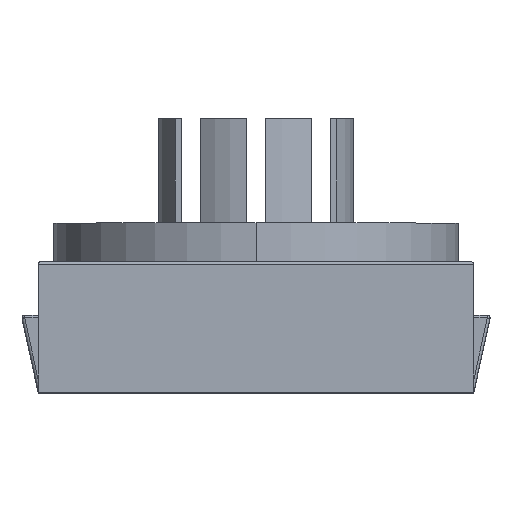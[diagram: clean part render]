
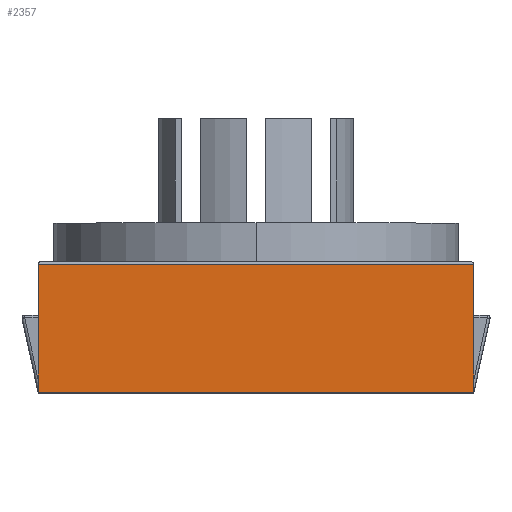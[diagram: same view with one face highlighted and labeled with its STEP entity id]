
A CAD part, top view. The second image highlights one B-rep face of the part: STEP entity #2357.
In plain terms, the highlighted planar face has unit normal (0, 0, 1).
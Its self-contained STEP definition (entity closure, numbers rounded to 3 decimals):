
#68 = EDGE_CURVE ( 'NONE', #15471, #9646, #8206, .T. ) ;
#536 = CARTESIAN_POINT ( 'NONE',  ( 0., 9.8, 25. ) ) ;
#918 = LINE ( 'NONE', #13656, #2803 ) ;
#1448 = VERTEX_POINT ( 'NONE', #9848 ) ;
#1715 = ORIENTED_EDGE ( 'NONE', *, *, #68, .T. ) ;
#2357 = ADVANCED_FACE ( 'NONE', ( #10745 ), #9499, .T. ) ;
#2493 = VECTOR ( 'NONE', #6313, 1000. ) ;
#2618 = DIRECTION ( 'NONE',  ( 0., -1., 0. ) ) ;
#2641 = EDGE_CURVE ( 'NONE', #3703, #15471, #15546, .T. ) ;
#2742 = CARTESIAN_POINT ( 'NONE',  ( 16.7, 0., 25. ) ) ;
#2803 = VECTOR ( 'NONE', #2618, 1000. ) ;
#3703 = VERTEX_POINT ( 'NONE', #6207 ) ;
#3835 = ORIENTED_EDGE ( 'NONE', *, *, #2641, .T. ) ;
#4515 = CARTESIAN_POINT ( 'NONE',  ( 16.7, 0., 25. ) ) ;
#4917 = CARTESIAN_POINT ( 'NONE',  ( 16.7, 9.8, 25. ) ) ;
#5072 = CARTESIAN_POINT ( 'NONE',  ( 16.7, 0., 25. ) ) ;
#6207 = CARTESIAN_POINT ( 'NONE',  ( -16.7, 0., 25. ) ) ;
#6313 = DIRECTION ( 'NONE',  ( 1., 0., 0. ) ) ;
#6982 = DIRECTION ( 'NONE',  ( 0., 0., 1. ) ) ;
#7520 = VECTOR ( 'NONE', #8889, 1000. ) ;
#7714 = EDGE_CURVE ( 'NONE', #1448, #9646, #10019, .T. ) ;
#8206 = LINE ( 'NONE', #2742, #13196 ) ;
#8889 = DIRECTION ( 'NONE',  ( 1., 0., 0. ) ) ;
#9173 = ORIENTED_EDGE ( 'NONE', *, *, #7714, .F. ) ;
#9499 = PLANE ( 'NONE',  #15427 ) ;
#9646 = VERTEX_POINT ( 'NONE', #4917 ) ;
#9848 = CARTESIAN_POINT ( 'NONE',  ( -16.7, 9.8, 25. ) ) ;
#10019 = LINE ( 'NONE', #536, #7520 ) ;
#10745 = FACE_OUTER_BOUND ( 'NONE', #14954, .T. ) ;
#12086 = ORIENTED_EDGE ( 'NONE', *, *, #12269, .T. ) ;
#12269 = EDGE_CURVE ( 'NONE', #1448, #3703, #918, .T. ) ;
#12618 = CARTESIAN_POINT ( 'NONE',  ( 16.7, 0., 25. ) ) ;
#13137 = DIRECTION ( 'NONE',  ( 0., -1., 0. ) ) ;
#13196 = VECTOR ( 'NONE', #14844, 1000. ) ;
#13656 = CARTESIAN_POINT ( 'NONE',  ( -16.7, 0., 25. ) ) ;
#14844 = DIRECTION ( 'NONE',  ( 0., 1., 0. ) ) ;
#14954 = EDGE_LOOP ( 'NONE', ( #1715, #9173, #12086, #3835 ) ) ;
#15427 = AXIS2_PLACEMENT_3D ( 'NONE', #4515, #6982, #13137 ) ;
#15471 = VERTEX_POINT ( 'NONE', #12618 ) ;
#15546 = LINE ( 'NONE', #5072, #2493 ) ;
